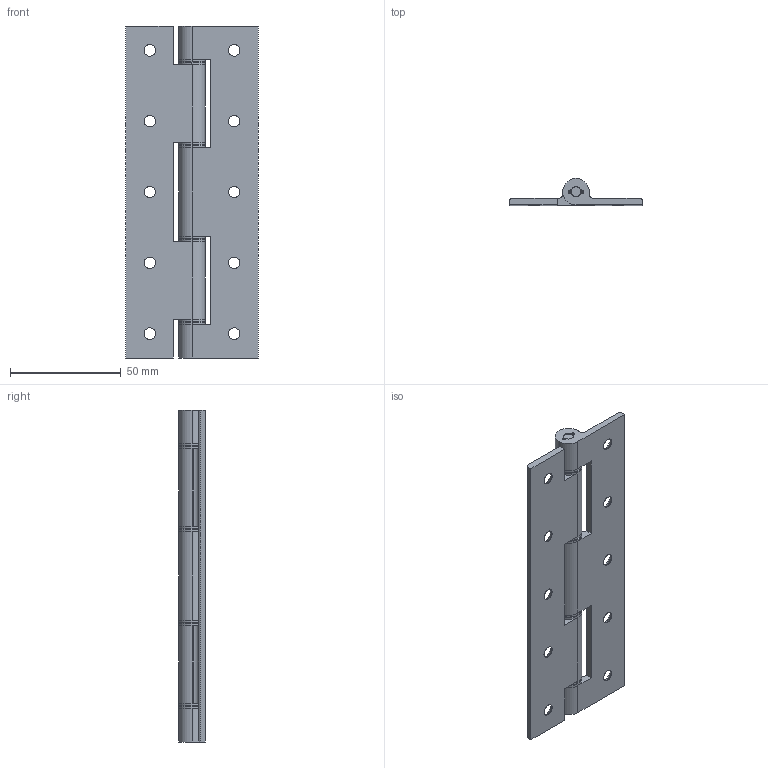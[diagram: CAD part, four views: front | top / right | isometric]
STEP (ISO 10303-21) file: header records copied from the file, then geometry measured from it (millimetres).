
FILE_DESCRIPTION (( 'STEP AP203' ), '1' );
FILE_NAME ('B-211-1.STEP', '2011-10-11T01:43:38', ( '' ), ( '' ), 'SwSTEP 2.0', 'SolidWorks 2011', '' );
FILE_SCHEMA (( 'CONFIG_CONTROL_DESIGN' ));
Length unit declared in the file: millimetre
Products named in the file (6): B-211-1; B-211-1ピン_; B-211-1樹脂ワッシャー_; B-211-1樹脂ブッシュ_; B-211-1羽根B_; B-211-1羽根A_
Assembly tree (11 placements, depth 2):
  B-211-1
    B-211-1樹脂ブッシュ_  x4
    B-211-1樹脂ワッシャー_  x4
    B-211-1羽根B_
    B-211-1ピン_
    B-211-1羽根A_
Bounding box: 60 x 12 x 150 mm (x, y, z)
Volume: 35766.4 mm3; surface area: 29581.6 mm2
Topology: 11 solids, 11 shells, 412 faces, 1054 edges, 652 vertices
Faces by surface type: cylinder 205, plane 139, torus 32, cone 20, sphere 16
Entity records: 8354 total; most frequent: DIRECTION 1422, CARTESIAN_POINT 1305, ORIENTED_EDGE 1260, EDGE_CURVE 630, AXIS2_PLACEMENT_3D 541, VERTEX_POINT 400, VECTOR 340, LINE 340
